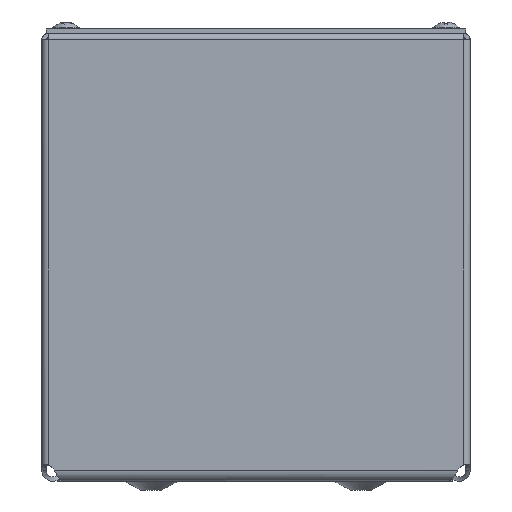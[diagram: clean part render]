
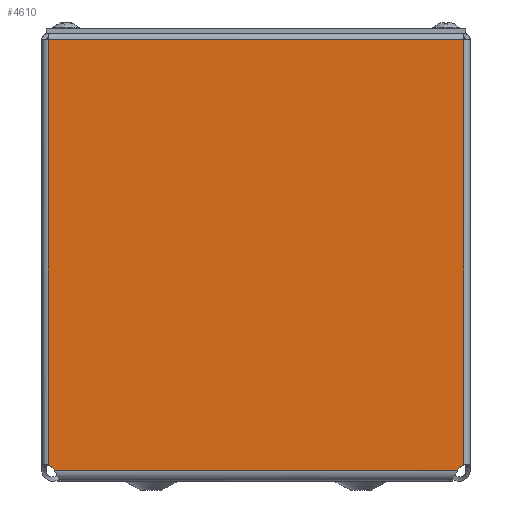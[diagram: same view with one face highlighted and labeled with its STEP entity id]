
A CAD part, front view. The second image highlights one B-rep face of the part: STEP entity #4610.
In plain terms, the highlighted face is planar.
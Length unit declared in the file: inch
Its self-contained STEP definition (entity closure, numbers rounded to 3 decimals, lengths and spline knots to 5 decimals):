
#264=LINE($,#6931,#615);
#267=LINE($,#6938,#618);
#355=LINE($,#7811,#706);
#380=LINE($,#7875,#731);
#381=LINE($,#7878,#732);
#382=LINE($,#7879,#733);
#615=VECTOR($,#5504,0.05293);
#618=VECTOR($,#5509,0.05293);
#706=VECTOR($,#5657,6.08178);
#731=VECTOR($,#5722,5.7707);
#732=VECTOR($,#5725,5.9385);
#733=VECTOR($,#5726,6.08178);
#945=PLANE($,#4965);
#1335=FACE_OUTER_BOUND($,#1678,.T.);
#1678=EDGE_LOOP($,(#3506,#3507,#3508,#3509,#3510,#3511,#3512,#3513));
#1925=CIRCLE($,#4925,0.11);
#1932=CIRCLE($,#4940,0.11);
#2112=VERTEX_POINT($,#6928);
#2113=VERTEX_POINT($,#6930);
#2114=VERTEX_POINT($,#6934);
#2116=VERTEX_POINT($,#6937);
#2119=VERTEX_POINT($,#6964);
#2196=VERTEX_POINT($,#7709);
#2215=VERTEX_POINT($,#7809);
#2231=VERTEX_POINT($,#7877);
#2524=EDGE_CURVE($,#2113,#2112,#264,.T.);
#2527=EDGE_CURVE($,#2116,#2114,#267,.T.);
#2631=EDGE_CURVE($,#2112,#2196,#1925,.T.);
#2653=EDGE_CURVE($,#2119,#2116,#1932,.T.);
#2664=EDGE_CURVE($,#2196,#2215,#355,.T.);
#2696=EDGE_CURVE($,#2114,#2113,#380,.T.);
#2697=EDGE_CURVE($,#2215,#2231,#381,.T.);
#2698=EDGE_CURVE($,#2231,#2119,#382,.T.);
#3506=ORIENTED_EDGE($,*,*,#2524,.T.);
#3507=ORIENTED_EDGE($,*,*,#2631,.T.);
#3508=ORIENTED_EDGE($,*,*,#2664,.T.);
#3509=ORIENTED_EDGE($,*,*,#2697,.T.);
#3510=ORIENTED_EDGE($,*,*,#2698,.T.);
#3511=ORIENTED_EDGE($,*,*,#2653,.T.);
#3512=ORIENTED_EDGE($,*,*,#2527,.T.);
#3513=ORIENTED_EDGE($,*,*,#2696,.T.);
#4610=ADVANCED_FACE($,(#1335),#945,.F.);
#4925=AXIS2_PLACEMENT_3D($,#7729,#5595,#5596);
#4940=AXIS2_PLACEMENT_3D($,#7769,#5640,#5641);
#4965=AXIS2_PLACEMENT_3D($,#7876,#5723,#5724);
#5504=DIRECTION($,(0.,-0.767,0.642));
#5509=DIRECTION($,(0.,0.767,0.642));
#5595=DIRECTION('center_axis',(-1.,0.,0.));
#5596=DIRECTION('ref_axis',(0.,-0.642,0.767));
#5640=DIRECTION('center_axis',(-1.,0.,0.));
#5641=DIRECTION('ref_axis',(0.,0.642,-0.767));
#5657=DIRECTION($,(0.,-1.,0.));
#5722=DIRECTION($,(0.,0.,1.));
#5723=DIRECTION('center_axis',(-1.,0.,0.));
#5724=DIRECTION('ref_axis',(0.,0.,
1.));
#5725=DIRECTION($,(0.,0.,-1.));
#5726=DIRECTION($,(0.,1.,0.));
#6928=CARTESIAN_POINT('',(9.0625,3.05315,-18.04025));
#6930=CARTESIAN_POINT('',(9.0625,3.09375,-18.07422));
#6931=CARTESIAN_POINT($,(9.0625,5.09334,-19.74758));
#6934=CARTESIAN_POINT('',(9.0625,3.09375,-23.84492));
#6937=CARTESIAN_POINT('',(9.0625,3.05315,-23.87889));
#6938=CARTESIAN_POINT($,(9.0625,1.17001,-25.45481));
#6964=CARTESIAN_POINT('',(9.0625,3.01928,-23.92882));
#7709=CARTESIAN_POINT('',(9.0625,3.01928,-17.99032));
#7729=CARTESIAN_POINT('Origin',(9.0625,3.12375,-17.95589));
#7769=CARTESIAN_POINT('Origin',(9.0625,3.12375,-23.96325));
#7809=CARTESIAN_POINT('',(9.0625,-3.0625,-17.99032));
#7811=CARTESIAN_POINT($,(9.0625,1.54688,-17.99032));
#7875=CARTESIAN_POINT($,(9.0625,3.09375,-24.02207));
#7876=CARTESIAN_POINT('Origin',(9.0625,0.,
-29.97913));
#7877=CARTESIAN_POINT('',(9.0625,-3.0625,-23.92882));
#7878=CARTESIAN_POINT($,(9.0625,-3.0625,-19.47495));
#7879=CARTESIAN_POINT($,(9.0625,-1.54688,-23.92882));
